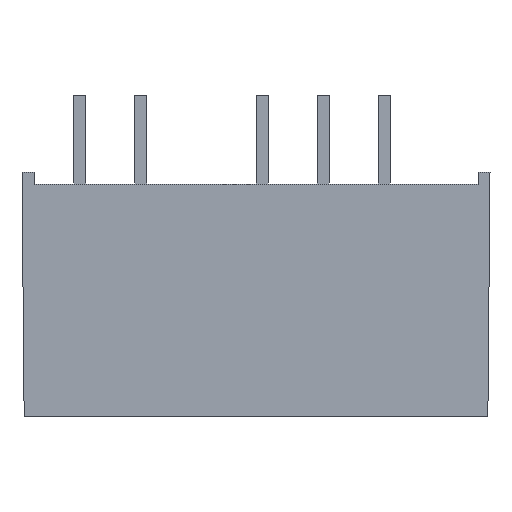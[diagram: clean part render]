
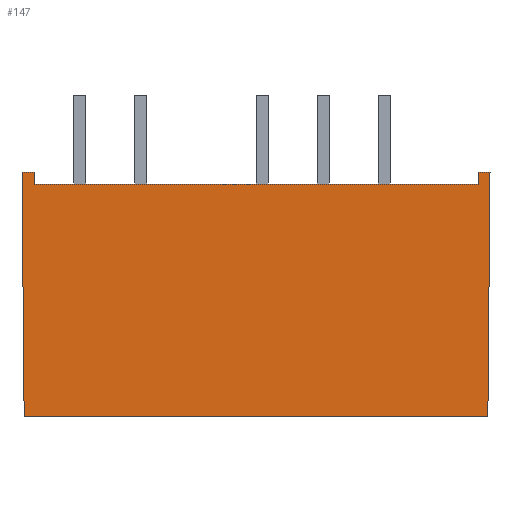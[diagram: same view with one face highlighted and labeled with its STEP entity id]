
A CAD part, front view. The second image highlights one B-rep face of the part: STEP entity #147.
In plain terms, the highlighted planar face has unit normal (0, -1, -0.009).
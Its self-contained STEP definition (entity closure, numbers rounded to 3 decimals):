
#147=ADVANCED_FACE('',(#285),#286,.T.);
#285=FACE_OUTER_BOUND('',#447,.T.);
#286=PLANE('',#448);
#447=EDGE_LOOP('',(#653,#654,#655,#656,#657,#658,#659,#660));
#448=AXIS2_PLACEMENT_3D('',#661,#662,#663);
#653=ORIENTED_EDGE('',*,*,#930,.T.);
#654=ORIENTED_EDGE('',*,*,#931,.T.);
#655=ORIENTED_EDGE('',*,*,#932,.F.);
#656=ORIENTED_EDGE('',*,*,#933,.T.);
#657=ORIENTED_EDGE('',*,*,#934,.T.);
#658=ORIENTED_EDGE('',*,*,#912,.T.);
#659=ORIENTED_EDGE('',*,*,#935,.T.);
#660=ORIENTED_EDGE('',*,*,#936,.T.);
#661=CARTESIAN_POINT('',(9.75,-2.961,0.));
#662=DIRECTION('',(0.,-1.,-0.009));
#663=DIRECTION('',(0.0,0.009,-1.));
#912=EDGE_CURVE('',#1077,#1075,#1078,.T.);
#930=EDGE_CURVE('',#1104,#1105,#1106,.T.);
#931=EDGE_CURVE('',#1105,#1107,#1108,.T.);
#932=EDGE_CURVE('',#1109,#1107,#1110,.F.);
#933=EDGE_CURVE('',#1109,#1111,#1112,.F.);
#934=EDGE_CURVE('',#1111,#1077,#1113,.T.);
#935=EDGE_CURVE('',#1075,#1114,#1115,.T.);
#936=EDGE_CURVE('',#1114,#1104,#1116,.T.);
#1075=VERTEX_POINT('',#1299);
#1077=VERTEX_POINT('',#1302);
#1078=LINE('',#1303,#1304);
#1104=VERTEX_POINT('',#1342);
#1105=VERTEX_POINT('',#1343);
#1106=LINE('',#1344,#1345);
#1107=VERTEX_POINT('',#1346);
#1108=LINE('',#1347,#1348);
#1109=VERTEX_POINT('',#1349);
#1110=LINE('',#1350,#1351);
#1111=VERTEX_POINT('',#1352);
#1112=LINE('',#1353,#1354);
#1113=LINE('',#1355,#1356);
#1114=VERTEX_POINT('',#1357);
#1115=LINE('',#1358,#1359);
#1116=LINE('',#1360,#1361);
#1299=CARTESIAN_POINT('',(9.25,-3.05,10.2));
#1302=CARTESIAN_POINT('',(9.75,-3.05,10.2));
#1303=CARTESIAN_POINT('',(9.75,-3.05,10.2));
#1304=VECTOR('',#1486,0.5);
#1342=CARTESIAN_POINT('',(-9.25,-3.046,9.7));
#1343=CARTESIAN_POINT('',(-9.25,-3.05,10.2));
#1344=CARTESIAN_POINT('',(-9.25,-3.046,9.7));
#1345=VECTOR('',#1499,0.5);
#1346=CARTESIAN_POINT('',(-9.75,-3.05,10.2));
#1347=CARTESIAN_POINT('',(-9.25,-3.05,10.2));
#1348=VECTOR('',#1500,0.5);
#1349=CARTESIAN_POINT('',(-9.661,-2.961,0.0));
#1350=CARTESIAN_POINT('',(-9.75,-3.05,10.2));
#1351=VECTOR('',#1501,10.201);
#1352=CARTESIAN_POINT('',(9.661,-2.961,0.));
#1353=CARTESIAN_POINT('',(9.661,-2.961,0.));
#1354=VECTOR('',#1502,19.322);
#1355=CARTESIAN_POINT('',(9.661,-2.961,0.));
#1356=VECTOR('',#1503,10.201);
#1357=CARTESIAN_POINT('',(9.25,-3.046,9.7));
#1358=CARTESIAN_POINT('',(9.25,-3.05,10.2));
#1359=VECTOR('',#1504,0.5);
#1360=CARTESIAN_POINT('',(9.25,-3.046,9.7));
#1361=VECTOR('',#1505,18.5);
#1486=DIRECTION('',(-1.0,0.0,0.0));
#1499=DIRECTION('',(0.0,-0.009,1.));
#1500=DIRECTION('',(-1.0,0.0,0.0));
#1501=DIRECTION('',(0.009,0.009,-1.));
#1502=DIRECTION('',(-1.0,0.0,0.0));
#1503=DIRECTION('',(0.009,-0.009,1.));
#1504=DIRECTION('',(0.0,0.009,-1.));
#1505=DIRECTION('',(-1.0,0.0,0.0));
